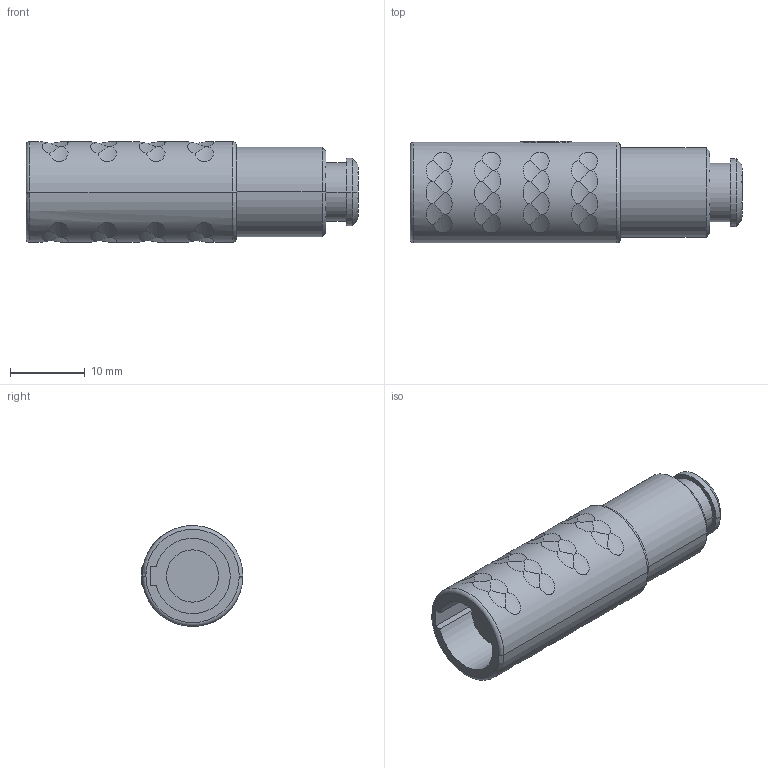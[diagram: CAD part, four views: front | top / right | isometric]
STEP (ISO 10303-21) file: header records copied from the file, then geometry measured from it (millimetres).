
FILE_DESCRIPTION((''),'2;1');
FILE_NAME('K21M0','2017-05-25T',('pbair'),(''),'PRO/ENGINEER BY PARAMETRIC TECHNOLOGY CORPORATION, 2014200','PRO/ENGINEER BY PARAMETRIC TECHNOLOGY CORPORATION, 2014200','');
FILE_SCHEMA(('AUTOMOTIVE_DESIGN { 1 0 10303 214 1 1 1 1 }'));
Length unit declared in the file: millimetre
Products named in the file (1): K21M0
Bounding box: 44.5 x 13.65 x 13.5 mm (x, y, z)
Volume: 3827.2 mm3; surface area: 3329.1 mm2
Topology: 1 solids, 1 shells, 123 faces, 320 edges, 214 vertices
Faces by surface type: cylinder 75, plane 40, torus 4, cone 4
Entity records: 5558 total; most frequent: CARTESIAN_POINT 2429, ORIENTED_EDGE 640, DIRECTION 482, EDGE_CURVE 320, VERTEX_POINT 214, AXIS2_PLACEMENT_3D 199, B_SPLINE_CURVE_WITH_KNOTS 160, EDGE_LOOP 138
